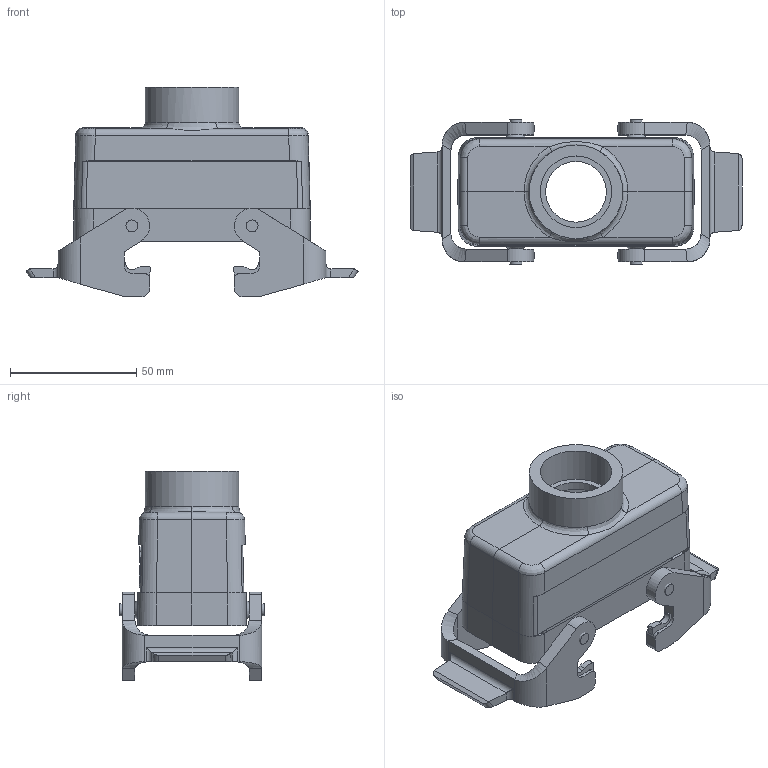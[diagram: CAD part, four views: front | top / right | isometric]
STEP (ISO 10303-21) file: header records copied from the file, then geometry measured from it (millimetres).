
FILE_DESCRIPTION(/* description */ (''),/* implementation_level */ '2;1');
FILE_NAME(/* name */ '100764921ugm000_b.stp',/* time_stamp */ '2020-01-09T10:54:55+01:00',/* author */ (''),/* organization */ (''),/* preprocessor_version */ 'ST-DEVELOPER v16.7',/* originating_system */ 'SIEMENS PLM Software NX 12.0',/* authorisation */ '');
FILE_SCHEMA (('AUTOMOTIVE_DESIGN { 1 0 10303 214 3 1 1 1 }'));
Length unit declared in the file: millimetre
Products named in the file (1): 100764921ugm000_b
Bounding box: 131.28 x 57.2 x 82.8 mm (x, y, z)
Volume: 74323.2 mm3; surface area: 45457.4 mm2
Topology: 3 solids, 3 shells, 411 faces, 1063 edges, 677 vertices
Faces by surface type: plane 237, cylinder 109, bspline 50, cone 14, torus 1
Full cylindrical faces by diameter (mm): 3 x4, 24 x1, 28.3 x1, 37 x1
Entity records: 16683 total; most frequent: CARTESIAN_POINT 4822, ORIENTED_EDGE 2044, DIRECTION 1923, EDGE_CURVE 1022, VERTEX_POINT 665, LINE 653, VECTOR 653, AXIS2_PLACEMENT_3D 635
